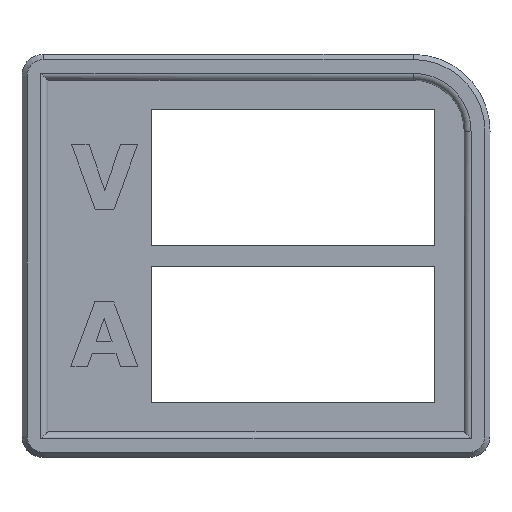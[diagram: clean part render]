
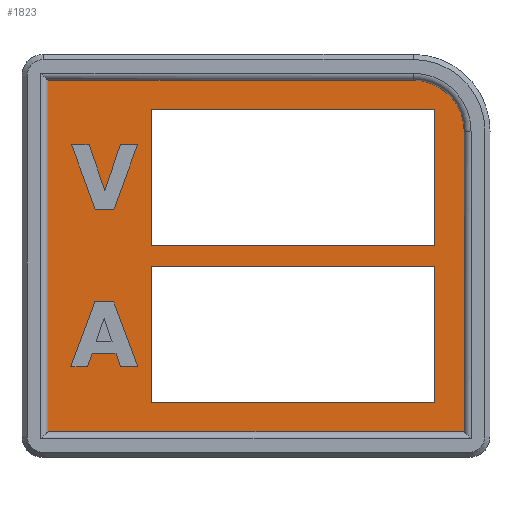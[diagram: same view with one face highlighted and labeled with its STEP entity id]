
A CAD part, top view. The second image highlights one B-rep face of the part: STEP entity #1823.
In plain terms, the highlighted planar face has unit normal (0, 0, 1).
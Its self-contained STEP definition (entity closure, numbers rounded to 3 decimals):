
#22=FACE_BOUND('',#398,.T.);
#23=FACE_BOUND('',#399,.T.);
#24=FACE_BOUND('',#400,.T.);
#25=FACE_BOUND('',#401,.T.);
#149=PLANE('',#2025);
#285=FACE_OUTER_BOUND('',#397,.T.);
#397=EDGE_LOOP('',(#1681,#1682,#1683,#1684,#1685));
#398=EDGE_LOOP('',(#1686,#1687,#1688,#1689,#1690,#1691,#1692));
#399=EDGE_LOOP('',(#1693,#1694,#1695,#1696,#1697,#1698,#1699,#1700));
#400=EDGE_LOOP('',(#1701,#1702,#1703,#1704));
#401=EDGE_LOOP('',(#1705,#1706,#1707,#1708));
#456=CIRCLE('',#1962,5.5);
#550=LINE('',#2836,#725);
#554=LINE('',#2845,#729);
#579=LINE('',#2928,#754);
#582=LINE('',#2933,#757);
#584=LINE('',#2937,#759);
#586=LINE('',#2941,#761);
#588=LINE('',#2945,#763);
#590=LINE('',#2949,#765);
#592=LINE('',#2952,#767);
#593=LINE('',#2956,#768);
#597=LINE('',#2964,#772);
#600=LINE('',#2970,#775);
#603=LINE('',#2976,#778);
#610=LINE('',#2991,#785);
#613=LINE('',#2997,#788);
#616=LINE('',#3003,#791);
#619=LINE('',#3008,#794);
#628=LINE('',#3028,#803);
#630=LINE('',#3032,#805);
#632=LINE('',#3036,#807);
#634=LINE('',#3039,#809);
#636=LINE('',#3044,#811);
#638=LINE('',#3048,#813);
#640=LINE('',#3052,#815);
#642=LINE('',#3055,#817);
#644=LINE('',#3059,#819);
#645=LINE('',#3061,#820);
#725=VECTOR('',#2335,10.);
#729=VECTOR('',#2345,10.);
#754=VECTOR('',#2430,10.);
#757=VECTOR('',#2435,10.);
#759=VECTOR('',#2439,10.);
#761=VECTOR('',#2443,10.);
#763=VECTOR('',#2447,10.);
#765=VECTOR('',#2451,10.);
#767=VECTOR('',#2455,10.);
#768=VECTOR('',#2458,10.);
#772=VECTOR('',#2464,10.);
#775=VECTOR('',#2469,10.);
#778=VECTOR('',#2474,10.);
#785=VECTOR('',#2485,10.);
#788=VECTOR('',#2490,10.);
#791=VECTOR('',#2495,10.);
#794=VECTOR('',#2500,10.);
#803=VECTOR('',#2523,10.);
#805=VECTOR('',#2527,10.);
#807=VECTOR('',#2531,10.);
#809=VECTOR('',#2535,10.);
#811=VECTOR('',#2539,10.);
#813=VECTOR('',#2543,10.);
#815=VECTOR('',#2547,10.);
#817=VECTOR('',#2551,10.);
#819=VECTOR('',#2555,10.);
#820=VECTOR('',#2558,10.);
#900=VERTEX_POINT('',#2833);
#901=VERTEX_POINT('',#2835);
#902=VERTEX_POINT('',#2839);
#903=VERTEX_POINT('',#2843);
#930=VERTEX_POINT('',#2926);
#931=VERTEX_POINT('',#2927);
#932=VERTEX_POINT('',#2932);
#933=VERTEX_POINT('',#2936);
#934=VERTEX_POINT('',#2940);
#935=VERTEX_POINT('',#2944);
#936=VERTEX_POINT('',#2948);
#937=VERTEX_POINT('',#2954);
#938=VERTEX_POINT('',#2955);
#941=VERTEX_POINT('',#2963);
#943=VERTEX_POINT('',#2969);
#945=VERTEX_POINT('',#2975);
#951=VERTEX_POINT('',#2990);
#953=VERTEX_POINT('',#2996);
#955=VERTEX_POINT('',#3002);
#959=VERTEX_POINT('',#3025);
#960=VERTEX_POINT('',#3027);
#961=VERTEX_POINT('',#3031);
#962=VERTEX_POINT('',#3035);
#963=VERTEX_POINT('',#3041);
#964=VERTEX_POINT('',#3043);
#965=VERTEX_POINT('',#3047);
#966=VERTEX_POINT('',#3051);
#967=VERTEX_POINT('',#3057);
#1104=EDGE_CURVE('',#900,#901,#550,.T.);
#1107=EDGE_CURVE('',#902,#900,#456,.T.);
#1109=EDGE_CURVE('',#903,#902,#554,.T.);
#1148=EDGE_CURVE('',#930,#931,#579,.T.);
#1151=EDGE_CURVE('',#931,#932,#582,.T.);
#1153=EDGE_CURVE('',#932,#933,#584,.T.);
#1155=EDGE_CURVE('',#933,#934,#586,.T.);
#1157=EDGE_CURVE('',#934,#935,#588,.T.);
#1159=EDGE_CURVE('',#935,#936,#590,.T.);
#1161=EDGE_CURVE('',#936,#930,#592,.T.);
#1162=EDGE_CURVE('',#937,#938,#593,.T.);
#1166=EDGE_CURVE('',#941,#937,#597,.T.);
#1169=EDGE_CURVE('',#943,#941,#600,.T.);
#1172=EDGE_CURVE('',#945,#943,#603,.T.);
#1179=EDGE_CURVE('',#951,#945,#610,.T.);
#1182=EDGE_CURVE('',#953,#951,#613,.T.);
#1185=EDGE_CURVE('',#955,#953,#616,.T.);
#1188=EDGE_CURVE('',#938,#955,#619,.T.);
#1197=EDGE_CURVE('',#960,#959,#628,.T.);
#1199=EDGE_CURVE('',#961,#960,#630,.T.);
#1201=EDGE_CURVE('',#962,#961,#632,.T.);
#1203=EDGE_CURVE('',#959,#962,#634,.T.);
#1205=EDGE_CURVE('',#964,#963,#636,.T.);
#1207=EDGE_CURVE('',#965,#964,#638,.T.);
#1209=EDGE_CURVE('',#966,#965,#640,.T.);
#1211=EDGE_CURVE('',#963,#966,#642,.T.);
#1213=EDGE_CURVE('',#967,#903,#644,.T.);
#1214=EDGE_CURVE('',#901,#967,#645,.T.);
#1681=ORIENTED_EDGE('',*,*,#1104,.F.);
#1682=ORIENTED_EDGE('',*,*,#1107,.F.);
#1683=ORIENTED_EDGE('',*,*,#1109,.F.);
#1684=ORIENTED_EDGE('',*,*,#1213,.F.);
#1685=ORIENTED_EDGE('',*,*,#1214,.F.);
#1686=ORIENTED_EDGE('',*,*,#1148,.T.);
#1687=ORIENTED_EDGE('',*,*,#1151,.T.);
#1688=ORIENTED_EDGE('',*,*,#1153,.T.);
#1689=ORIENTED_EDGE('',*,*,#1155,.T.);
#1690=ORIENTED_EDGE('',*,*,#1157,.T.);
#1691=ORIENTED_EDGE('',*,*,#1159,.T.);
#1692=ORIENTED_EDGE('',*,*,#1161,.T.);
#1693=ORIENTED_EDGE('',*,*,#1162,.T.);
#1694=ORIENTED_EDGE('',*,*,#1188,.T.);
#1695=ORIENTED_EDGE('',*,*,#1185,.T.);
#1696=ORIENTED_EDGE('',*,*,#1182,.T.);
#1697=ORIENTED_EDGE('',*,*,#1179,.T.);
#1698=ORIENTED_EDGE('',*,*,#1172,.T.);
#1699=ORIENTED_EDGE('',*,*,#1169,.T.);
#1700=ORIENTED_EDGE('',*,*,#1166,.T.);
#1701=ORIENTED_EDGE('',*,*,#1201,.T.);
#1702=ORIENTED_EDGE('',*,*,#1199,.T.);
#1703=ORIENTED_EDGE('',*,*,#1197,.T.);
#1704=ORIENTED_EDGE('',*,*,#1203,.T.);
#1705=ORIENTED_EDGE('',*,*,#1209,.T.);
#1706=ORIENTED_EDGE('',*,*,#1207,.T.);
#1707=ORIENTED_EDGE('',*,*,#1205,.T.);
#1708=ORIENTED_EDGE('',*,*,#1211,.T.);
#1823=ADVANCED_FACE('',(#285,#22,#23,#24,#25),#149,.T.);
#1962=AXIS2_PLACEMENT_3D('',#2841,#2340,#2341);
#2025=AXIS2_PLACEMENT_3D('',#3062,#2559,#2560);
#2335=DIRECTION('',(0.,-1.,0.));
#2340=DIRECTION('center_axis',(0.,0.,-1.));
#2341=DIRECTION('ref_axis',(1.,0.,0.));
#2345=DIRECTION('',(1.,0.,0.));
#2430=DIRECTION('',(0.325,0.946,0.));
#2435=DIRECTION('',(1.,0.,0.));
#2439=DIRECTION('',(-0.343,-0.939,0.));
#2443=DIRECTION('',(-1.,0.,0.));
#2447=DIRECTION('',(-0.343,0.939,0.));
#2451=DIRECTION('',(1.,0.,0.));
#2455=DIRECTION('',(0.325,-0.946,0.));
#2458=DIRECTION('',(0.346,0.938,0.));
#2464=DIRECTION('',(-1.,0.,0.));
#2469=DIRECTION('',(-0.325,-0.946,0.));
#2474=DIRECTION('',(-1.,0.,0.));
#2485=DIRECTION('',(-0.325,0.946,0.));
#2490=DIRECTION('',(-1.,0.,0.));
#2495=DIRECTION('',(0.346,-0.938,0.));
#2500=DIRECTION('',(1.,0.,0.));
#2523=DIRECTION('',(0.,-1.,0.));
#2527=DIRECTION('',(1.,0.,0.));
#2531=DIRECTION('',(0.,1.,0.));
#2535=DIRECTION('',(-1.,0.,0.));
#2539=DIRECTION('',(0.,-1.,0.));
#2543=DIRECTION('',(1.,0.,0.));
#2547=DIRECTION('',(0.,1.,0.));
#2551=DIRECTION('',(-1.,0.,0.));
#2555=DIRECTION('',(0.,1.,0.));
#2558=DIRECTION('',(-1.,0.,0.));
#2559=DIRECTION('center_axis',(0.,0.,1.));
#2560=DIRECTION('ref_axis',(1.,0.,0.));
#2833=CARTESIAN_POINT('',(22.5,13.5,5.9));
#2835=CARTESIAN_POINT('',(22.5,-19.,5.9));
#2836=CARTESIAN_POINT('',(22.5,-19.,5.9));
#2839=CARTESIAN_POINT('',(17.,19.,5.9));
#2841=CARTESIAN_POINT('Origin',(17.,13.5,5.9));
#2843=CARTESIAN_POINT('',(-22.5,19.,5.9));
#2845=CARTESIAN_POINT('',(17.,19.,5.9));
#2926=CARTESIAN_POINT('',(-16.353,7.114,5.9));
#2927=CARTESIAN_POINT('',(-14.661,12.029,5.9));
#2928=CARTESIAN_POINT('',(-16.582,6.45,5.9));
#2932=CARTESIAN_POINT('',(-12.81,12.029,5.9));
#2933=CARTESIAN_POINT('',(-7.331,12.029,5.9));
#2936=CARTESIAN_POINT('',(-15.364,5.029,5.9));
#2937=CARTESIAN_POINT('',(-13.994,8.784,5.9));
#2940=CARTESIAN_POINT('',(-17.381,5.029,5.9));
#2941=CARTESIAN_POINT('',(-7.682,5.029,5.9));
#2944=CARTESIAN_POINT('',(-19.936,12.029,5.9));
#2945=CARTESIAN_POINT('',(-15.551,0.011,5.9));
#2948=CARTESIAN_POINT('',(-18.044,12.029,5.9));
#2949=CARTESIAN_POINT('',(-9.968,12.029,5.9));
#2952=CARTESIAN_POINT('',(-15.238,3.875,5.9));
#2954=CARTESIAN_POINT('',(-20.03,-11.97,5.9));
#2955=CARTESIAN_POINT('',(-17.447,-4.97,5.9));
#2956=CARTESIAN_POINT('',(-16.886,-3.449,5.9));
#2963=CARTESIAN_POINT('',(-18.207,-11.97,5.9));
#2964=CARTESIAN_POINT('',(-9.104,-11.97,5.9));
#2969=CARTESIAN_POINT('',(-17.721,-10.558,5.9));
#2970=CARTESIAN_POINT('',(-15.159,-3.112,5.9));
#2975=CARTESIAN_POINT('',(-15.133,-10.558,5.9));
#2976=CARTESIAN_POINT('',(-7.566,-10.558,5.9));
#2990=CARTESIAN_POINT('',(-14.647,-11.97,5.9));
#2991=CARTESIAN_POINT('',(-15.713,-8.872,5.9));
#2996=CARTESIAN_POINT('',(-12.784,-11.97,5.9));
#2997=CARTESIAN_POINT('',(-6.392,-11.97,5.9));
#3002=CARTESIAN_POINT('',(-15.367,-4.97,5.9));
#3003=CARTESIAN_POINT('',(-15.253,-5.278,5.9));
#3008=CARTESIAN_POINT('',(-8.724,-4.97,5.9));
#3025=CARTESIAN_POINT('',(19.35,1.153,5.9));
#3027=CARTESIAN_POINT('',(19.35,15.853,5.9));
#3028=CARTESIAN_POINT('',(19.35,7.926,5.9));
#3031=CARTESIAN_POINT('',(-11.35,15.853,5.9));
#3032=CARTESIAN_POINT('',(-5.675,15.853,5.9));
#3035=CARTESIAN_POINT('',(-11.35,1.153,5.9));
#3036=CARTESIAN_POINT('',(-11.35,0.576,5.9));
#3039=CARTESIAN_POINT('',(9.675,1.153,5.9));
#3041=CARTESIAN_POINT('',(19.35,-15.847,5.9));
#3043=CARTESIAN_POINT('',(19.35,-1.147,5.9));
#3044=CARTESIAN_POINT('',(19.35,-0.574,5.9));
#3047=CARTESIAN_POINT('',(-11.35,-1.147,5.9));
#3048=CARTESIAN_POINT('',(-5.675,-1.147,5.9));
#3051=CARTESIAN_POINT('',(-11.35,-15.847,5.9));
#3052=CARTESIAN_POINT('',(-11.35,-7.924,5.9));
#3055=CARTESIAN_POINT('',(9.675,-15.847,5.9));
#3057=CARTESIAN_POINT('',(-22.5,-19.,5.9));
#3059=CARTESIAN_POINT('',(-22.5,19.,5.9));
#3061=CARTESIAN_POINT('',(-22.5,-19.,5.9));
#3062=CARTESIAN_POINT('Origin',(0.,0.,
5.9));
